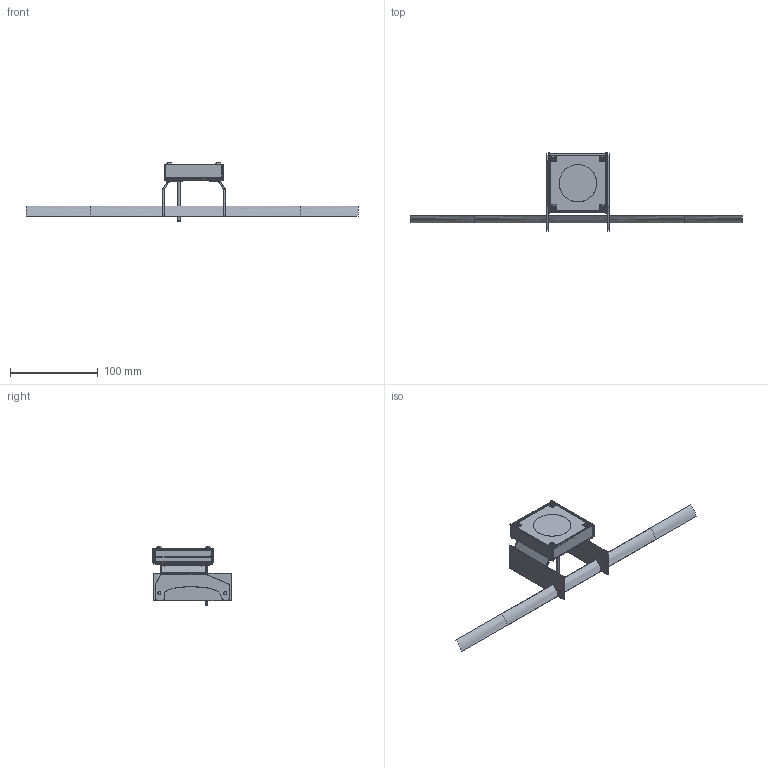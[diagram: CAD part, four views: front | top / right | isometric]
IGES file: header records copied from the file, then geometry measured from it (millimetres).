
Start section:  PTC IGES file: 193488.igs
Global section: file name: 193488.igs; native system: Creo Parametric by Parametric Technology Corporation; preprocessor: 2013230; author: PDMAdmin; organization: Unknown; date: 20160407.085158; units: millimetre
Bounding box: 378.44 x 89.21 x 66.6 mm (x, y, z)
Volume: 24787.3 mm3; surface area: 216795.1 mm2
Topology: 27 solids, 27 shells, 1434 faces, 7174 edges, 9048 vertices
Faces by surface type: revolution 724, bspline 710
